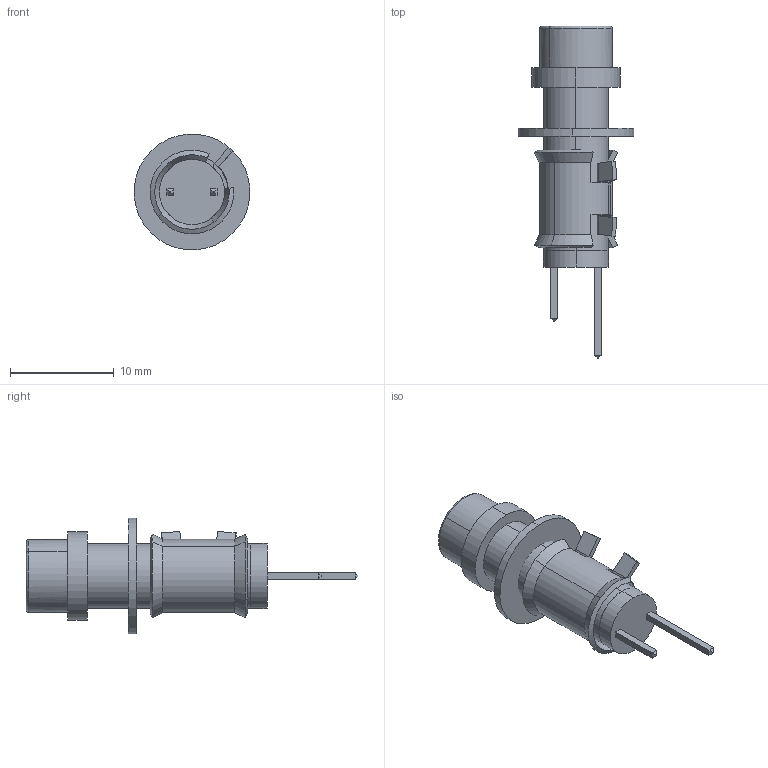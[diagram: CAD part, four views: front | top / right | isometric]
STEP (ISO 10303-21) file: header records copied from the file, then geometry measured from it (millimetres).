
FILE_DESCRIPTION (( 'STEP AP214' ), '1' );
FILE_NAME ('41_Hi-Hat.STEP', '2019-02-07T17:15:26', ( 'user' ), ( 'Microsoft' ), 'SwSTEP 2.0', 'SolidWorks 2018', '' );
FILE_SCHEMA (( 'AUTOMOTIVE_DESIGN' ));
Length unit declared in the file: foot
Products named in the file (6): NW4; TC4; 40-LED, HEADER CARTRIDGE, 2 TERM; LENS 41 FRESNEL 50073_TYPE 41; SLEEVE 40-44 (SONIC WELD) 500007; 41_Hi-Hat
Assembly tree (5 placements, depth 2):
  41_Hi-Hat
    SLEEVE 40-44 (SONIC WELD) 500007
    LENS 41 FRESNEL 50073_TYPE 41
    40-LED, HEADER CARTRIDGE, 2 TERM
    TC4
    NW4
Bounding box: 11.15 x 32 x 11.15 mm (x, y, z)
Volume: 484.5 mm3; surface area: 1807.4 mm2
Topology: 5 solids, 5 shells, 295 faces, 745 edges, 434 vertices
Faces by surface type: plane 130, cylinder 65, cone 48, bspline 40, torus 12
Entity records: 9440 total; most frequent: CARTESIAN_POINT 2230, ORIENTED_EDGE 1418, DIRECTION 1395, EDGE_CURVE 709, AXIS2_PLACEMENT_3D 489, VERTEX_POINT 434, LINE 417, VECTOR 417
